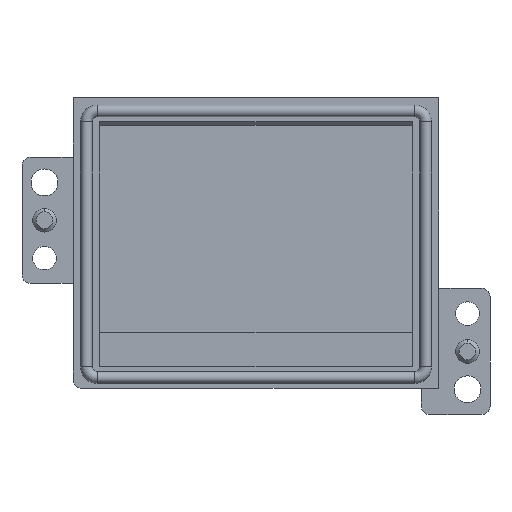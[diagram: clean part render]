
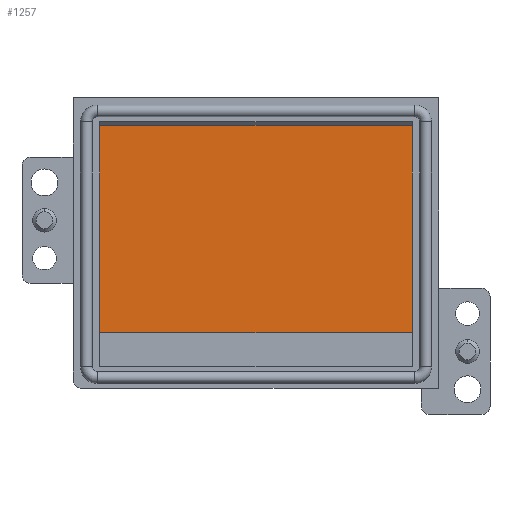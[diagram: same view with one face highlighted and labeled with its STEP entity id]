
A CAD part, front view. The second image highlights one B-rep face of the part: STEP entity #1257.
In plain terms, the highlighted planar face has unit normal (0, -1, 0).
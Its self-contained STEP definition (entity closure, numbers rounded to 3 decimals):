
#54 = ORIENTED_EDGE ( 'NONE', *, *, #2071, .T. ) ;
#67 = PLANE ( 'NONE',  #3313 ) ;
#156 = ORIENTED_EDGE ( 'NONE', *, *, #750, .T. ) ;
#194 = LINE ( 'NONE', #2296, #454 ) ;
#280 = FACE_OUTER_BOUND ( 'NONE', #1216, .T. ) ;
#454 = VECTOR ( 'NONE', #617, 1000. ) ;
#515 = DIRECTION ( 'NONE',  ( 0., 0., -1. ) ) ;
#616 = CARTESIAN_POINT ( 'NONE',  ( -24.015, 3.025, 5.875 ) ) ;
#617 = DIRECTION ( 'NONE',  ( 1., 0., 0. ) ) ;
#750 = EDGE_CURVE ( 'NONE', #1307, #1427, #194, .T. ) ;
#858 = VECTOR ( 'NONE', #515, 1000. ) ;
#1063 = VECTOR ( 'NONE', #2387, 1000. ) ;
#1130 = DIRECTION ( 'NONE',  ( 0., 1., 0. ) ) ;
#1179 = DIRECTION ( 'NONE',  ( 0., 0., 1. ) ) ;
#1216 = EDGE_LOOP ( 'NONE', ( #156, #54, #3118, #2347 ) ) ;
#1257 = ADVANCED_FACE ( 'NONE', ( #280 ), #67, .F. ) ;
#1305 = CARTESIAN_POINT ( 'NONE',  ( -24.015, 3.025, 5.875 ) ) ;
#1307 = VERTEX_POINT ( 'NONE', #3500 ) ;
#1427 = VERTEX_POINT ( 'NONE', #2871 ) ;
#1684 = DIRECTION ( 'NONE',  ( 1., 0., 0. ) ) ;
#1829 = LINE ( 'NONE', #616, #2627 ) ;
#1844 = LINE ( 'NONE', #2460, #858 ) ;
#1881 = VERTEX_POINT ( 'NONE', #2133 ) ;
#2004 = LINE ( 'NONE', #1305, #1063 ) ;
#2010 = CARTESIAN_POINT ( 'NONE',  ( -24.015, 3.025, 5.875 ) ) ;
#2071 = EDGE_CURVE ( 'NONE', #1427, #3126, #1829, .T. ) ;
#2133 = CARTESIAN_POINT ( 'NONE',  ( -42.585, 3.025, 5.875 ) ) ;
#2296 = CARTESIAN_POINT ( 'NONE',  ( -24.015, 3.025, -6.475 ) ) ;
#2347 = ORIENTED_EDGE ( 'NONE', *, *, #2907, .T. ) ;
#2387 = DIRECTION ( 'NONE',  ( -1., 0., 0. ) ) ;
#2434 = EDGE_CURVE ( 'NONE', #3126, #1881, #2004, .T. ) ;
#2460 = CARTESIAN_POINT ( 'NONE',  ( -42.585, 3.025, 5.875 ) ) ;
#2627 = VECTOR ( 'NONE', #1179, 1000. ) ;
#2782 = CARTESIAN_POINT ( 'NONE',  ( -24.015, 3.025, 5.875 ) ) ;
#2871 = CARTESIAN_POINT ( 'NONE',  ( -24.015, 3.025, -6.475 ) ) ;
#2907 = EDGE_CURVE ( 'NONE', #1881, #1307, #1844, .T. ) ;
#3118 = ORIENTED_EDGE ( 'NONE', *, *, #2434, .T. ) ;
#3126 = VERTEX_POINT ( 'NONE', #2010 ) ;
#3313 = AXIS2_PLACEMENT_3D ( 'NONE', #2782, #1130, #1684 ) ;
#3500 = CARTESIAN_POINT ( 'NONE',  ( -42.585, 3.025, -6.475 ) ) ;
